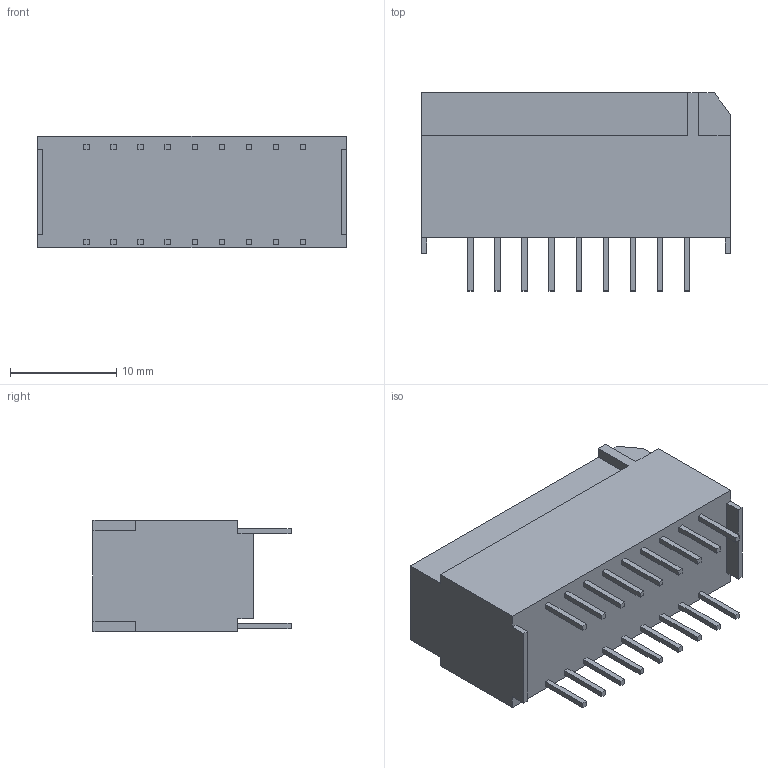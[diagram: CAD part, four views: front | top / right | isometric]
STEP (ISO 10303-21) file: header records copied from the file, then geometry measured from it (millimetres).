
FILE_DESCRIPTION((''),'2;1');
FILE_NAME('PT66001L_AND_PT66012L','2012-08-21T',('ryans'),('Bourns, Inc.'),'PRO/ENGINEER BY PARAMETRIC TECHNOLOGY CORPORATION, 2010100','PRO/ENGINEER BY PARAMETRIC TECHNOLOGY CORPORATION, 2010100','');
FILE_SCHEMA(('CONFIG_CONTROL_DESIGN'));
Length unit declared in the file: millimetre
Products named in the file (1): PT66001L_AND_PT66012L
Bounding box: 29 x 18.6 x 10.5 mm (x, y, z)
Volume: 3939 mm3; surface area: 1902.9 mm2
Topology: 1 solids, 1 shells, 117 faces, 291 edges, 194 vertices
Faces by surface type: plane 117
Entity records: 3443 total; most frequent: CARTESIAN_POINT 602, ORIENTED_EDGE 582, DIRECTION 525, VECTOR 291, LINE 291, EDGE_CURVE 291, VERTEX_POINT 194, EDGE_LOOP 135
